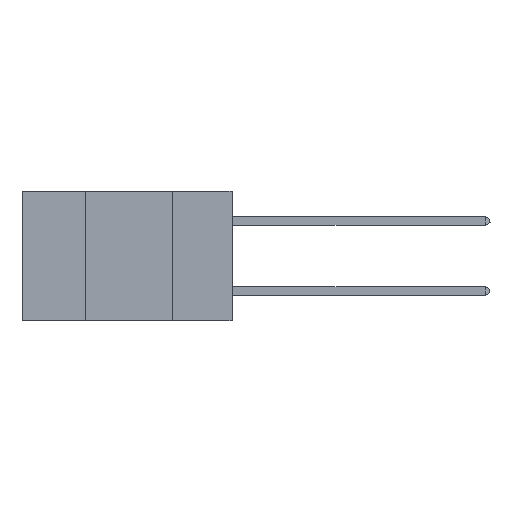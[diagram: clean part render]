
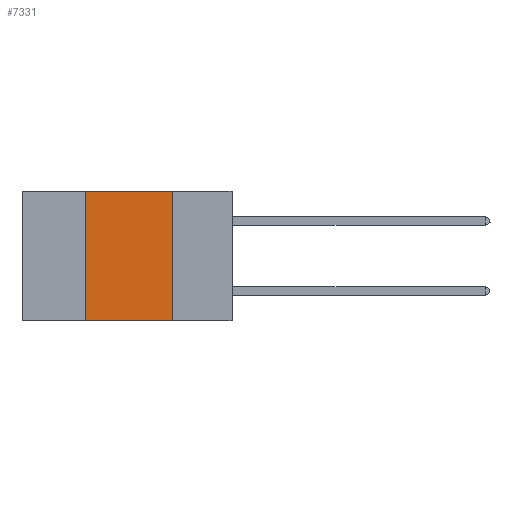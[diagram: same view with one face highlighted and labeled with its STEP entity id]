
A CAD part, left-side view. The second image highlights one B-rep face of the part: STEP entity #7331.
In plain terms, the highlighted planar face has unit normal (-1, 0, 0).
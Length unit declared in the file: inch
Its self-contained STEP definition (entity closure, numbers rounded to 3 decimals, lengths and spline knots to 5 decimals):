
#47 = CARTESIAN_POINT ( 'NONE',  ( 0., 0.6, 0. ) ) ;
#80 = DIRECTION ( 'NONE',  ( 0., 0., -1. ) ) ;
#282 = LINE ( 'NONE', #8423, #8663 ) ;
#685 = ORIENTED_EDGE ( 'NONE', *, *, #5676, .F. ) ;
#1083 = EDGE_CURVE ( 'NONE', #6898, #10542, #10546, .T. ) ;
#2497 = CARTESIAN_POINT ( 'NONE',  ( 0., 0.17, -0.37 ) ) ;
#3092 = FACE_OUTER_BOUND ( 'NONE', #10298, .T. ) ;
#3207 = VECTOR ( 'NONE', #3965, 39.37008 ) ;
#3436 = DIRECTION ( 'NONE',  ( 0., 0., -1. ) ) ;
#3716 = VECTOR ( 'NONE', #8174, 39.37008 ) ;
#3859 = CARTESIAN_POINT ( 'NONE',  ( 0., 0.42, 0. ) ) ;
#3894 = CARTESIAN_POINT ( 'NONE',  ( 0., 0.6, -0.37 ) ) ;
#3922 = CARTESIAN_POINT ( 'NONE',  ( 0., 0.17, 0. ) ) ;
#3965 = DIRECTION ( 'NONE',  ( 0., 0., 1. ) ) ;
#4124 = LINE ( 'NONE', #4810, #3207 ) ;
#4810 = CARTESIAN_POINT ( 'NONE',  ( 0., 0.42, 0. ) ) ;
#4923 = ORIENTED_EDGE ( 'NONE', *, *, #5120, .F. ) ;
#5120 = EDGE_CURVE ( 'NONE', #8053, #9530, #9015, .T. ) ;
#5263 = AXIS2_PLACEMENT_3D ( 'NONE', #10514, #9866, #80 ) ;
#5497 = CARTESIAN_POINT ( 'NONE',  ( 0., 0.42, -0.37 ) ) ;
#5676 = EDGE_CURVE ( 'NONE', #9530, #10542, #282, .T. ) ;
#6762 = VECTOR ( 'NONE', #10496, 39.37008 ) ;
#6898 = VERTEX_POINT ( 'NONE', #5497 ) ;
#7289 = PLANE ( 'NONE',  #5263 ) ;
#7302 = EDGE_CURVE ( 'NONE', #6898, #8053, #4124, .T. ) ;
#7330 = ORIENTED_EDGE ( 'NONE', *, *, #7302, .F. ) ;
#7331 = ADVANCED_FACE ( 'NONE', ( #3092 ), #7289, .F. ) ;
#7849 = ORIENTED_EDGE ( 'NONE', *, *, #1083, .T. ) ;
#8053 = VERTEX_POINT ( 'NONE', #3859 ) ;
#8174 = DIRECTION ( 'NONE',  ( 0., -1., 0. ) ) ;
#8423 = CARTESIAN_POINT ( 'NONE',  ( 0., 0.17, 0. ) ) ;
#8663 = VECTOR ( 'NONE', #3436, 39.37008 ) ;
#9015 = LINE ( 'NONE', #47, #3716 ) ;
#9530 = VERTEX_POINT ( 'NONE', #3922 ) ;
#9866 = DIRECTION ( 'NONE',  ( 1., 0., 0. ) ) ;
#10298 = EDGE_LOOP ( 'NONE', ( #685, #4923, #7330, #7849 ) ) ;
#10496 = DIRECTION ( 'NONE',  ( 0., -1., 0. ) ) ;
#10514 = CARTESIAN_POINT ( 'NONE',  ( 0., 0.6, 0. ) ) ;
#10542 = VERTEX_POINT ( 'NONE', #2497 ) ;
#10546 = LINE ( 'NONE', #3894, #6762 ) ;
